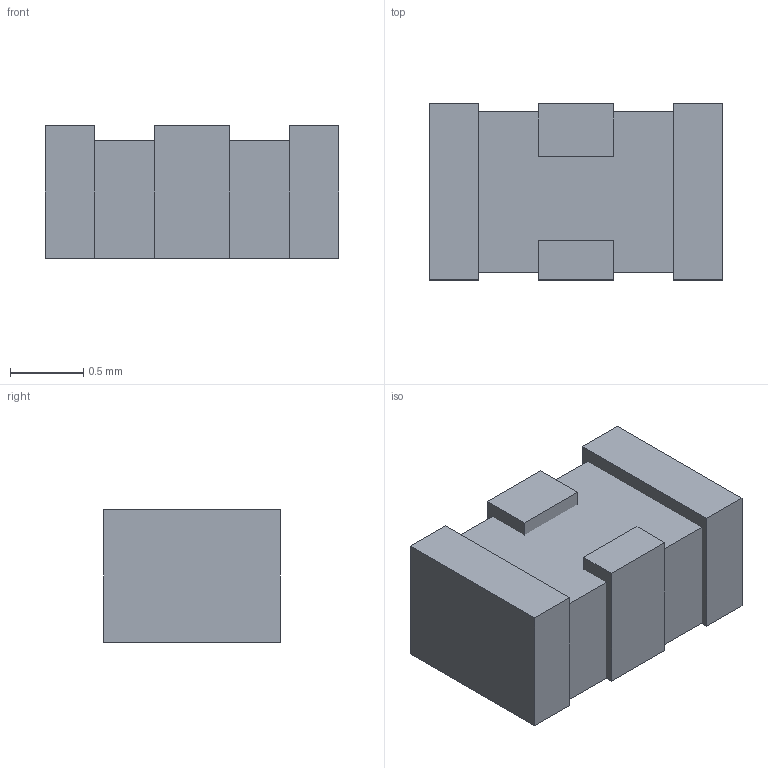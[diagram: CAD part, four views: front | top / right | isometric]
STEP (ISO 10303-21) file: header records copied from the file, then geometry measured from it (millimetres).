
FILE_DESCRIPTION(('FreeCAD Model'),'2;1');
FILE_NAME('cp.step', '2020-11-15T11:40:45',('Author'),(''), 'Open CASCADE STEP processor 7.4','FreeCAD','Unknown');
FILE_SCHEMA(('AUTOMOTIVE_DESIGN { 1 0 10303 214 1 1 1 1 }'));
Length unit declared in the file: millimetre
Products named in the file (3): Part; Body; Body001
Assembly tree (2 placements, depth 2):
  Part
    Body
    Body001
Bounding box: 2 x 1.2 x 0.9 mm (x, y, z)
Surface area: 20.4 mm2
Topology: 2 solids, 2 shells, 40 faces, 100 edges, 64 vertices
Faces by surface type: plane 40
Entity records: 2526 total; most frequent: CARTESIAN_POINT 407, DIRECTION 386, LINE 300, VECTOR 300, ORIENTED_EDGE 200, PCURVE 200, DEFINITIONAL_REPRESENTATION 200, EDGE_CURVE 100
